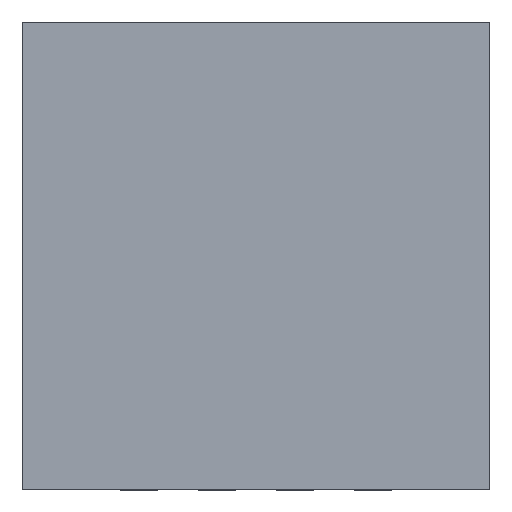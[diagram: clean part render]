
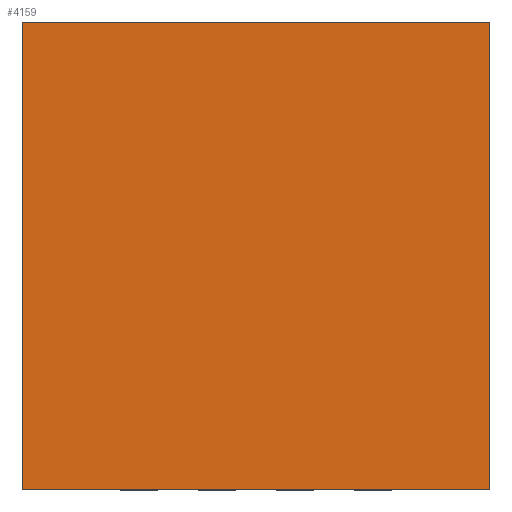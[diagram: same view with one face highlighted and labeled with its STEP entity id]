
A CAD part, top view. The second image highlights one B-rep face of the part: STEP entity #4159.
In plain terms, the highlighted face is planar.
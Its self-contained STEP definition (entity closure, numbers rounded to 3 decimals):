
#1798=DIRECTION('',(0.,0.,1.));
#1799=VECTOR('',#1798,3.);
#1800=CARTESIAN_POINT('',(-1.5,0.975,-1.5));
#1801=LINE('',#1800,#1799);
#1805=DIRECTION('',(-1.,0.,0.));
#1806=VECTOR('',#1805,3.);
#1807=CARTESIAN_POINT('',(1.5,0.975,-1.5));
#1808=LINE('',#1807,#1806);
#1812=DIRECTION('',(0.,0.,-1.));
#1813=VECTOR('',#1812,3.);
#1814=CARTESIAN_POINT('',(1.5,0.975,1.5));
#1815=LINE('',#1814,#1813);
#1819=DIRECTION('',(1.,0.,0.));
#1820=VECTOR('',#1819,3.);
#1821=CARTESIAN_POINT('',(-1.5,0.975,1.5));
#1822=LINE('',#1821,#1820);
#2534=CARTESIAN_POINT('',(-1.5,0.975,-1.5));
#2535=CARTESIAN_POINT('',(-1.5,0.975,1.5));
#2536=VERTEX_POINT('',#2534);
#2537=VERTEX_POINT('',#2535);
#2538=CARTESIAN_POINT('',(1.5,0.975,1.5));
#2539=VERTEX_POINT('',#2538);
#2540=CARTESIAN_POINT('',(1.5,0.975,-1.5));
#2541=VERTEX_POINT('',#2540);
#4148=CARTESIAN_POINT('',(0.,0.975,0.));
#4149=DIRECTION('',(0.,1.,0.));
#4150=DIRECTION('',(1.,0.,0.));
#4151=AXIS2_PLACEMENT_3D('',#4148,#4149,#4150);
#4152=PLANE('',#4151);
#4153=ORIENTED_EDGE('',*,*,#3847,.F.);
#4154=ORIENTED_EDGE('',*,*,#3238,.F.);
#4155=ORIENTED_EDGE('',*,*,#3539,.F.);
#4156=ORIENTED_EDGE('',*,*,#3682,.F.);
#4157=EDGE_LOOP('',(#4153,#4154,#4155,#4156));
#4158=FACE_OUTER_BOUND('',#4157,.F.);
#3238=EDGE_CURVE('',#2541,#2536,#1808,.T.);
#3539=EDGE_CURVE('',#2539,#2541,#1815,.T.);
#3682=EDGE_CURVE('',#2537,#2539,#1822,.T.);
#3847=EDGE_CURVE('',#2536,#2537,#1801,.T.);
#4159=ADVANCED_FACE('',(#4158),#4152,.T.);
